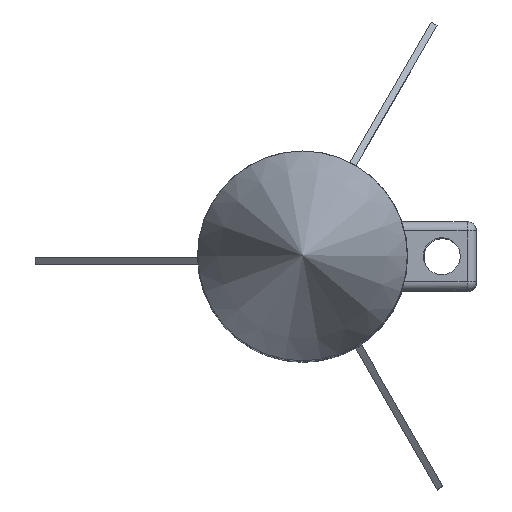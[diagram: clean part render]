
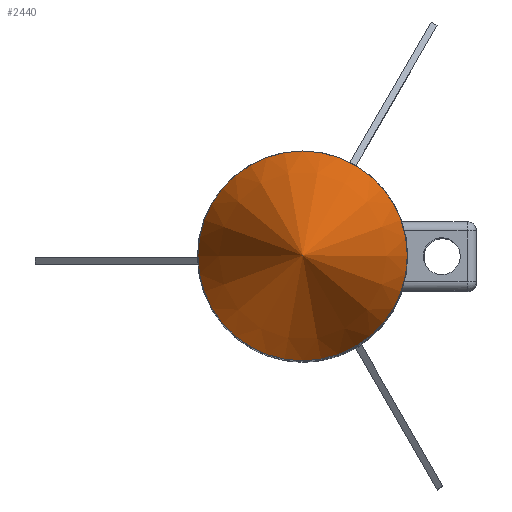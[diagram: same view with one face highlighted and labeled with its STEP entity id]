
A CAD part, top view. The second image highlights one B-rep face of the part: STEP entity #2440.
In plain terms, the highlighted conical face has half-angle 20.807 degrees and reference radius 22.8 mm.
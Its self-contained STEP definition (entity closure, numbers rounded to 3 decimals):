
#69=CONICAL_SURFACE('',#2706,22.8,0.363);
#146=CIRCLE('',#2705,22.8);
#351=FACE_OUTER_BOUND('',#514,.T.);
#514=EDGE_LOOP('',(#1819,#1820,#1821));
#750=LINE('',#4146,#926);
#926=VECTOR('',#3142,22.8);
#1125=VERTEX_POINT('',#4142);
#1126=VERTEX_POINT('',#4145);
#1372=EDGE_CURVE('',#1125,#1125,#146,.T.);
#1373=EDGE_CURVE('',#1125,#1126,#750,.T.);
#1819=ORIENTED_EDGE('',*,*,#1372,.T.);
#1820=ORIENTED_EDGE('',*,*,#1373,.T.);
#1821=ORIENTED_EDGE('',*,*,#1373,.F.);
#2440=ADVANCED_FACE('',(#351),#69,.T.);
#2705=AXIS2_PLACEMENT_3D('',#4143,#3138,#3139);
#2706=AXIS2_PLACEMENT_3D('',#4144,#3140,#3141);
#3138=DIRECTION('center_axis',(0.,0.,1.));
#3139=DIRECTION('ref_axis',(1.,0.,0.));
#3140=DIRECTION('center_axis',(0.,0.,-1.));
#3141=DIRECTION('ref_axis',(1.,0.,0.));
#3142=DIRECTION('',(0.355,0.,0.935));
#4142=CARTESIAN_POINT('',(-22.8,0.,0.));
#4143=CARTESIAN_POINT('Origin',(0.,0.,0.));
#4144=CARTESIAN_POINT('Origin',(0.,0.,0.));
#4145=CARTESIAN_POINT('',(0.,0.,60.));
#4146=CARTESIAN_POINT('',(-22.8,0.,0.));
